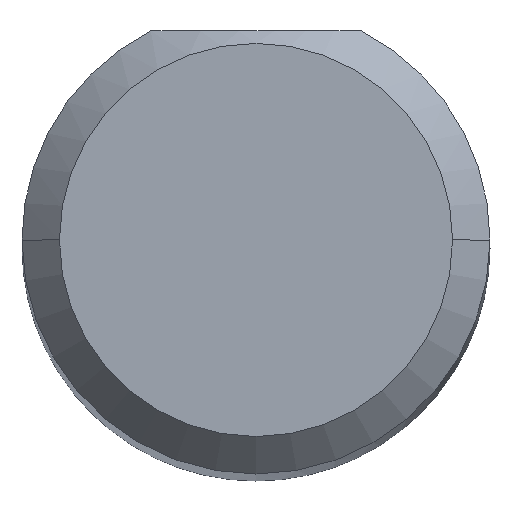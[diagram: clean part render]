
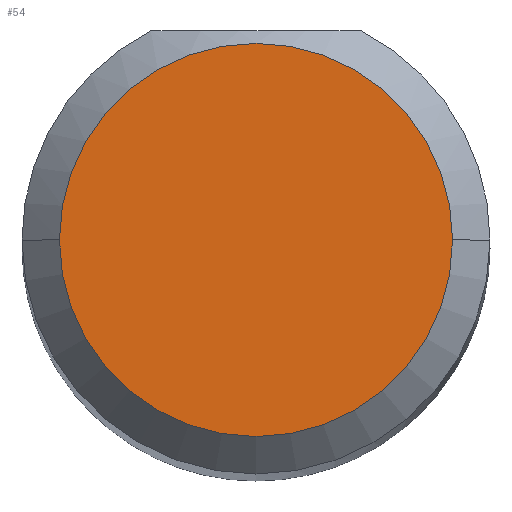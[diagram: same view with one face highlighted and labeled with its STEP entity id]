
A CAD part, top view. The second image highlights one B-rep face of the part: STEP entity #54.
In plain terms, the highlighted planar face has unit normal (0, 0, 1).
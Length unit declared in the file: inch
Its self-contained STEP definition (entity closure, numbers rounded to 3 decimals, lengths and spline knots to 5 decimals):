
#4 = CARTESIAN_POINT ( 'NONE',  ( 0., 0., 2. ) ) ;
#27 = EDGE_CURVE ( 'NONE', #192, #486, #411, .T. ) ;
#34 = ORIENTED_EDGE ( 'NONE', *, *, #317, .T. ) ;
#54 = ADVANCED_FACE ( 'NONE', ( #396 ), #560, .T. ) ;
#56 = CARTESIAN_POINT ( 'NONE',  ( -0.07875, 0., 2. ) ) ;
#127 = DIRECTION ( 'NONE',  ( 0., 0., 1. ) ) ;
#140 = EDGE_LOOP ( 'NONE', ( #34, #189 ) ) ;
#161 = AXIS2_PLACEMENT_3D ( 'NONE', #4, #677, #670 ) ;
#189 = ORIENTED_EDGE ( 'NONE', *, *, #27, .T. ) ;
#192 = VERTEX_POINT ( 'NONE', #519 ) ;
#258 = DIRECTION ( 'NONE',  ( 1., 0., 0. ) ) ;
#290 = AXIS2_PLACEMENT_3D ( 'NONE', #527, #639, #258 ) ;
#317 = EDGE_CURVE ( 'NONE', #486, #192, #603, .T. ) ;
#324 = AXIS2_PLACEMENT_3D ( 'NONE', #441, #127, #401 ) ;
#396 = FACE_OUTER_BOUND ( 'NONE', #140, .T. ) ;
#401 = DIRECTION ( 'NONE',  ( 1., 0., 0. ) ) ;
#411 = CIRCLE ( 'NONE', #324, 0.07875 ) ;
#441 = CARTESIAN_POINT ( 'NONE',  ( 0., 0., 2. ) ) ;
#486 = VERTEX_POINT ( 'NONE', #56 ) ;
#519 = CARTESIAN_POINT ( 'NONE',  ( 0.07875, 0., 2. ) ) ;
#527 = CARTESIAN_POINT ( 'NONE',  ( 0., 0., 2. ) ) ;
#560 = PLANE ( 'NONE',  #161 ) ;
#603 = CIRCLE ( 'NONE', #290, 0.07875 ) ;
#639 = DIRECTION ( 'NONE',  ( 0., 0., 1. ) ) ;
#670 = DIRECTION ( 'NONE',  ( 1., 0., 0. ) ) ;
#677 = DIRECTION ( 'NONE',  ( 0., 0., 1. ) ) ;
